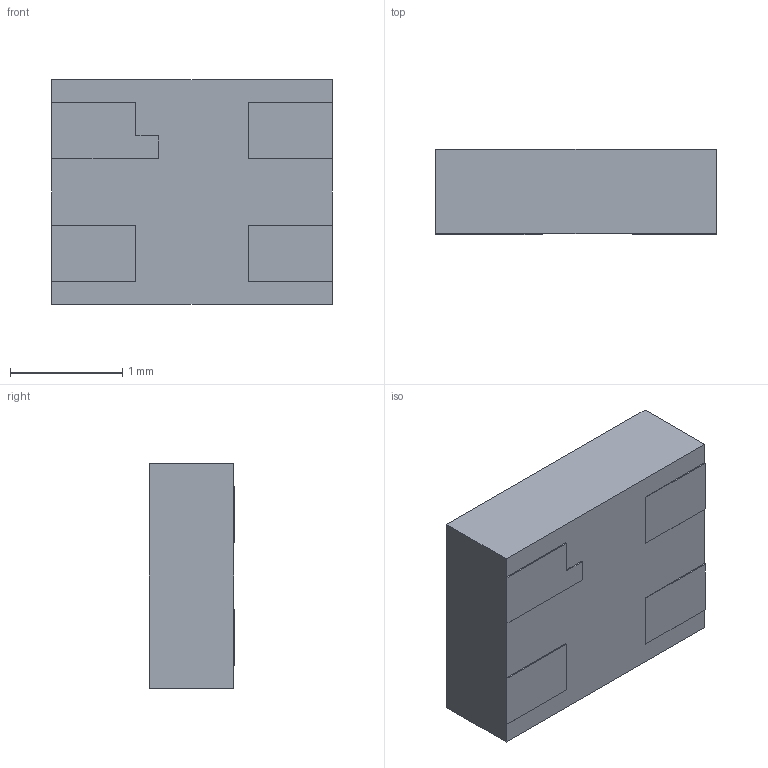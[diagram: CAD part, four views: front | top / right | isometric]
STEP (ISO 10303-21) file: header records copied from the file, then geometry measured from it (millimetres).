
FILE_DESCRIPTION(/* description */ (''),/* implementation_level */ '2;1');
FILE_NAME(/* name */ 'SIT8008AI-11-XXE-100.000000.step',/* time_stamp */ '2022-05-21T02:42:00-04:00',/* author */ (''),/* organization */ (''),/* preprocessor_version */ 'ST-DEVELOPER v18.1',/* originating_system */ 'Autodesk Translation Framework v10.14.0.1471',/* authorisation */ '');
FILE_SCHEMA (('AUTOMOTIVE_DESIGN { 1 0 10303 214 3 1 1 }'));
Length unit declared in the file: millimetre
Products named in the file (1): SIT8008AI-11-XXE-100.000000
Bounding box: 2.5 x 0.76 x 2 mm (x, y, z)
Volume: 3.8 mm3; surface area: 20 mm2
Topology: 5 solids, 5 shells, 104 faces, 267 edges, 178 vertices
Faces by surface type: plane 58, bspline 45, cylinder 1
Full cylindrical faces by diameter (mm): 0.25 x1
Entity records: 3579 total; most frequent: CARTESIAN_POINT 1315, ORIENTED_EDGE 534, DIRECTION 299, EDGE_CURVE 267, VERTEX_POINT 178, LINE 175, VECTOR 175, EDGE_LOOP 109
